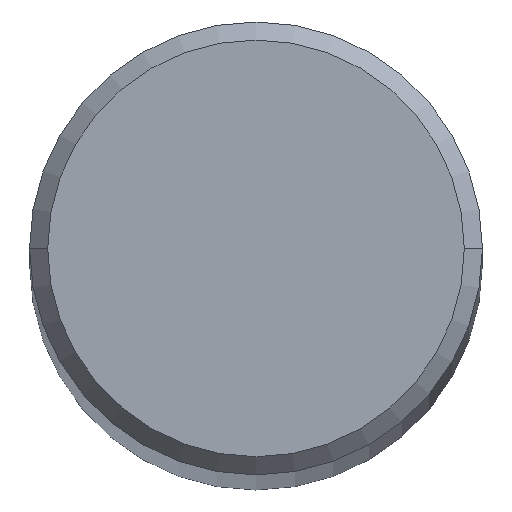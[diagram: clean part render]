
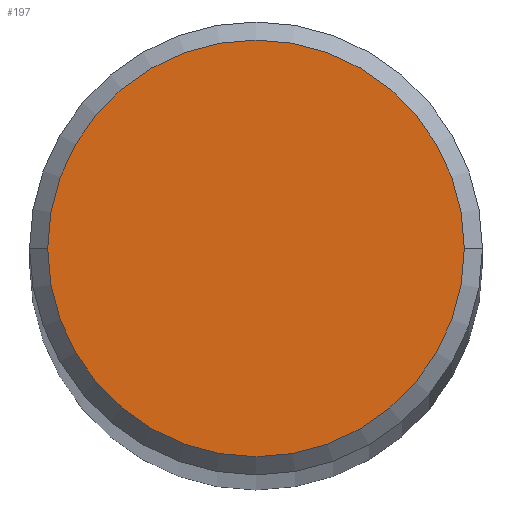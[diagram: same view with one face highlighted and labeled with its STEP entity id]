
A CAD part, top view. The second image highlights one B-rep face of the part: STEP entity #197.
In plain terms, the highlighted planar face has unit normal (0, 0, 1).
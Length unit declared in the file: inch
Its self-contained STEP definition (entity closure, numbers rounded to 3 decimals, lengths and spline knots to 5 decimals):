
#14 = ORIENTED_EDGE ( 'NONE', *, *, #41, .T. ) ;
#16 = CARTESIAN_POINT ( 'NONE',  ( 0., 0., 12. ) ) ;
#31 = DIRECTION ( 'NONE',  ( 0., 0., 1. ) ) ;
#39 = FACE_OUTER_BOUND ( 'NONE', #99, .T. ) ;
#41 = EDGE_CURVE ( 'NONE', #120, #248, #175, .T. ) ;
#77 = DIRECTION ( 'NONE',  ( 1., 0., 0. ) ) ;
#80 = DIRECTION ( 'NONE',  ( 0., 0., 1. ) ) ;
#83 = AXIS2_PLACEMENT_3D ( 'NONE', #16, #80, #204 ) ;
#95 = CARTESIAN_POINT ( 'NONE',  ( -0.575, 0., 12. ) ) ;
#99 = EDGE_LOOP ( 'NONE', ( #166, #14 ) ) ;
#108 = EDGE_CURVE ( 'NONE', #248, #120, #123, .T. ) ;
#118 = CARTESIAN_POINT ( 'NONE',  ( 0., 0., 12. ) ) ;
#120 = VERTEX_POINT ( 'NONE', #136 ) ;
#123 = CIRCLE ( 'NONE', #206, 0.575 ) ;
#136 = CARTESIAN_POINT ( 'NONE',  ( 0.575, 0., 12. ) ) ;
#142 = CARTESIAN_POINT ( 'NONE',  ( 0., 0., 12. ) ) ;
#155 = AXIS2_PLACEMENT_3D ( 'NONE', #142, #31, #161 ) ;
#161 = DIRECTION ( 'NONE',  ( 1., 0., 0. ) ) ;
#166 = ORIENTED_EDGE ( 'NONE', *, *, #108, .T. ) ;
#175 = CIRCLE ( 'NONE', #155, 0.575 ) ;
#182 = PLANE ( 'NONE',  #83 ) ;
#197 = ADVANCED_FACE ( 'NONE', ( #39 ), #182, .T. ) ;
#204 = DIRECTION ( 'NONE',  ( 1., 0., 0. ) ) ;
#206 = AXIS2_PLACEMENT_3D ( 'NONE', #118, #247, #77 ) ;
#247 = DIRECTION ( 'NONE',  ( 0., 0., 1. ) ) ;
#248 = VERTEX_POINT ( 'NONE', #95 ) ;
